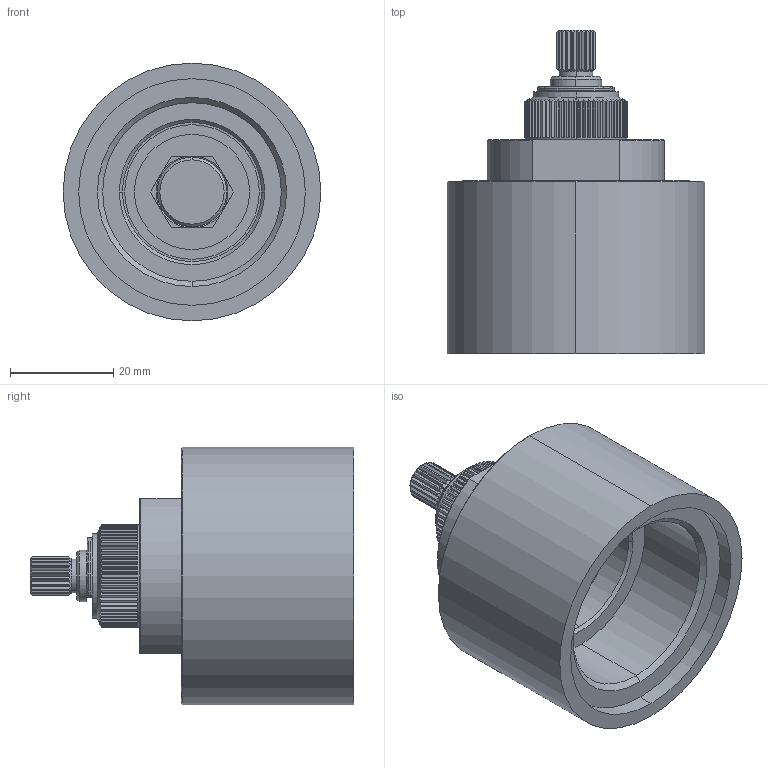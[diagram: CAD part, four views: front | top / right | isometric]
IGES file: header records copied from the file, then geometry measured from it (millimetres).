
Start section:  PTC IGES file: 2-260.igs
Global section: file name: 2-260.igs; native system: Creo Parametric by PTC Inc.; preprocessor: 2023134; author: SwamiS; organization: Unknown; date: 20250421.223919; units: inch
Bounding box: 50.01 x 62.8 x 50.01 mm (x, y, z)
Surface area: 17392.1 mm2 (no closed solid volume)
Topology: 0 solids, 0 shells, 416 faces, 2250 edges, 2250 vertices
Faces by surface type: bspline 267, revolution 149
